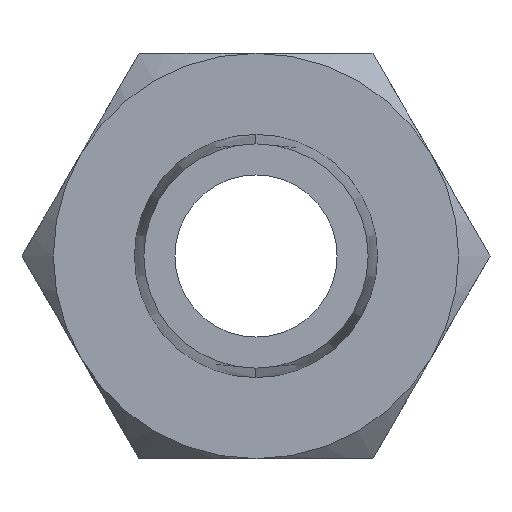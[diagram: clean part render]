
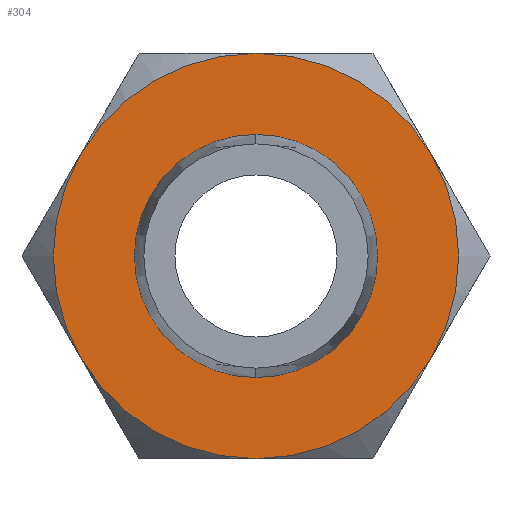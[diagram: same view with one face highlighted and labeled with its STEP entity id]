
A CAD part, left-side view. The second image highlights one B-rep face of the part: STEP entity #304.
In plain terms, the highlighted planar face has unit normal (-1, 0, 0).
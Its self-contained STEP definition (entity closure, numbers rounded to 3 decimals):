
#89 = EDGE_CURVE ( 'NONE', #1832, #2065, #2393, .T. ) ;
#197 = CARTESIAN_POINT ( 'NONE',  ( 14., -6.495, -3.75 ) ) ;
#226 = CARTESIAN_POINT ( 'NONE',  ( 14., 0., 4.5 ) ) ;
#304 = ADVANCED_FACE ( 'NONE', ( #440, #1222 ), #3854, .F. ) ;
#361 = DIRECTION ( 'NONE',  ( 0., 0., -1. ) ) ;
#440 = FACE_BOUND ( 'NONE', #3557, .T. ) ;
#516 = CARTESIAN_POINT ( 'NONE',  ( 14., 6.495, 3.75 ) ) ;
#536 = ORIENTED_EDGE ( 'NONE', *, *, #756, .T. ) ;
#550 = CARTESIAN_POINT ( 'NONE',  ( 14., 0., 0. ) ) ;
#555 = AXIS2_PLACEMENT_3D ( 'NONE', #3824, #1249, #4210 ) ;
#600 = DIRECTION ( 'NONE',  ( -1., 0., 0. ) ) ;
#645 = AXIS2_PLACEMENT_3D ( 'NONE', #3439, #3469, #1551 ) ;
#694 = DIRECTION ( 'NONE',  ( 0., 0., -1. ) ) ;
#732 = ORIENTED_EDGE ( 'NONE', *, *, #89, .F. ) ;
#756 = EDGE_CURVE ( 'NONE', #2167, #2693, #4807, .T. ) ;
#875 = CIRCLE ( 'NONE', #3444, 7.5 ) ;
#1095 = CARTESIAN_POINT ( 'NONE',  ( 14., 0., -4.5 ) ) ;
#1135 = DIRECTION ( 'NONE',  ( 0., 0., 1. ) ) ;
#1222 = FACE_OUTER_BOUND ( 'NONE', #4453, .T. ) ;
#1232 = ORIENTED_EDGE ( 'NONE', *, *, #3298, .F. ) ;
#1249 = DIRECTION ( 'NONE',  ( 1., 0., 0. ) ) ;
#1425 = ORIENTED_EDGE ( 'NONE', *, *, #2272, .F. ) ;
#1522 = CIRCLE ( 'NONE', #2653, 7.5 ) ;
#1551 = DIRECTION ( 'NONE',  ( 0., 0., -1. ) ) ;
#1595 = DIRECTION ( 'NONE',  ( 0., 0., -1. ) ) ;
#1832 = VERTEX_POINT ( 'NONE', #2881 ) ;
#1860 = ORIENTED_EDGE ( 'NONE', *, *, #3738, .F. ) ;
#1864 = VERTEX_POINT ( 'NONE', #4053 ) ;
#1927 = CIRCLE ( 'NONE', #3451, 7.5 ) ;
#1958 = CARTESIAN_POINT ( 'NONE',  ( 14., 0., 0. ) ) ;
#2065 = VERTEX_POINT ( 'NONE', #197 ) ;
#2167 = VERTEX_POINT ( 'NONE', #4516 ) ;
#2179 = CIRCLE ( 'NONE', #3770, 4.5 ) ;
#2272 = EDGE_CURVE ( 'NONE', #2065, #1864, #875, .T. ) ;
#2393 = CIRCLE ( 'NONE', #3289, 7.5 ) ;
#2415 = DIRECTION ( 'NONE',  ( -1., 0., 0. ) ) ;
#2638 = AXIS2_PLACEMENT_3D ( 'NONE', #3456, #4228, #1135 ) ;
#2653 = AXIS2_PLACEMENT_3D ( 'NONE', #4261, #3588, #1595 ) ;
#2693 = VERTEX_POINT ( 'NONE', #516 ) ;
#2821 = DIRECTION ( 'NONE',  ( 0., 0., 1. ) ) ;
#2881 = CARTESIAN_POINT ( 'NONE',  ( 14., -6.495, 3.75 ) ) ;
#2888 = DIRECTION ( 'NONE',  ( 0., 0., 1. ) ) ;
#2904 = CIRCLE ( 'NONE', #4422, 4.5 ) ;
#2969 = DIRECTION ( 'NONE',  ( 1., 0., 0. ) ) ;
#3067 = VERTEX_POINT ( 'NONE', #226 ) ;
#3088 = CARTESIAN_POINT ( 'NONE',  ( 14., 6.495, -3.75 ) ) ;
#3207 = ORIENTED_EDGE ( 'NONE', *, *, #4715, .F. ) ;
#3213 = VERTEX_POINT ( 'NONE', #1095 ) ;
#3223 = DIRECTION ( 'NONE',  ( 0., 0., -1. ) ) ;
#3242 = EDGE_CURVE ( 'NONE', #3525, #2693, #4892, .T. ) ;
#3289 = AXIS2_PLACEMENT_3D ( 'NONE', #4139, #2969, #694 ) ;
#3298 = EDGE_CURVE ( 'NONE', #3213, #3067, #2904, .T. ) ;
#3339 = CARTESIAN_POINT ( 'NONE',  ( 14., 0., 0. ) ) ;
#3439 = CARTESIAN_POINT ( 'NONE',  ( 14., 0., 0. ) ) ;
#3444 = AXIS2_PLACEMENT_3D ( 'NONE', #1958, #4289, #361 ) ;
#3451 = AXIS2_PLACEMENT_3D ( 'NONE', #550, #3965, #3223 ) ;
#3456 = CARTESIAN_POINT ( 'NONE',  ( 14., 0., 0. ) ) ;
#3469 = DIRECTION ( 'NONE',  ( 1., 0., 0. ) ) ;
#3525 = VERTEX_POINT ( 'NONE', #3088 ) ;
#3557 = EDGE_LOOP ( 'NONE', ( #4291, #1232 ) ) ;
#3588 = DIRECTION ( 'NONE',  ( 1., 0., 0. ) ) ;
#3738 = EDGE_CURVE ( 'NONE', #1864, #3525, #1927, .T. ) ;
#3770 = AXIS2_PLACEMENT_3D ( 'NONE', #3339, #600, #2888 ) ;
#3824 = CARTESIAN_POINT ( 'NONE',  ( 14., 0., 0. ) ) ;
#3854 = PLANE ( 'NONE',  #555 ) ;
#3965 = DIRECTION ( 'NONE',  ( 1., 0., 0. ) ) ;
#3971 = CARTESIAN_POINT ( 'NONE',  ( 14., 0., 0. ) ) ;
#4053 = CARTESIAN_POINT ( 'NONE',  ( 14., 0., -7.5 ) ) ;
#4139 = CARTESIAN_POINT ( 'NONE',  ( 14., 0., 0. ) ) ;
#4175 = ORIENTED_EDGE ( 'NONE', *, *, #3242, .F. ) ;
#4210 = DIRECTION ( 'NONE',  ( 0., 0., -1. ) ) ;
#4228 = DIRECTION ( 'NONE',  ( -1., 0., 0. ) ) ;
#4261 = CARTESIAN_POINT ( 'NONE',  ( 14., 0., 0. ) ) ;
#4289 = DIRECTION ( 'NONE',  ( 1., 0., 0. ) ) ;
#4291 = ORIENTED_EDGE ( 'NONE', *, *, #4798, .F. ) ;
#4422 = AXIS2_PLACEMENT_3D ( 'NONE', #3971, #2415, #2821 ) ;
#4453 = EDGE_LOOP ( 'NONE', ( #1860, #1425, #732, #3207, #536, #4175 ) ) ;
#4516 = CARTESIAN_POINT ( 'NONE',  ( 14., 0., 7.5 ) ) ;
#4715 = EDGE_CURVE ( 'NONE', #2167, #1832, #1522, .T. ) ;
#4798 = EDGE_CURVE ( 'NONE', #3067, #3213, #2179, .T. ) ;
#4807 = CIRCLE ( 'NONE', #2638, 7.5 ) ;
#4892 = CIRCLE ( 'NONE', #645, 7.5 ) ;
